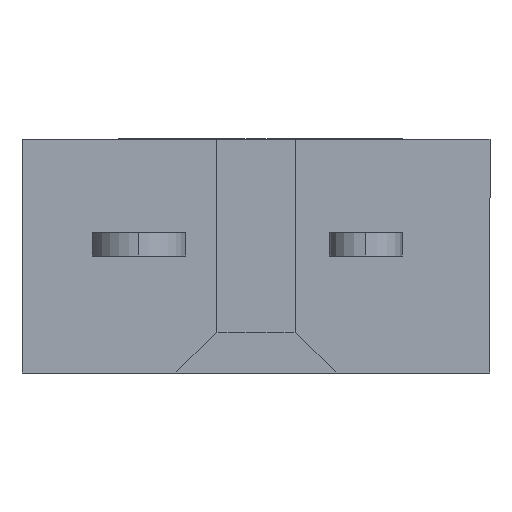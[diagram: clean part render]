
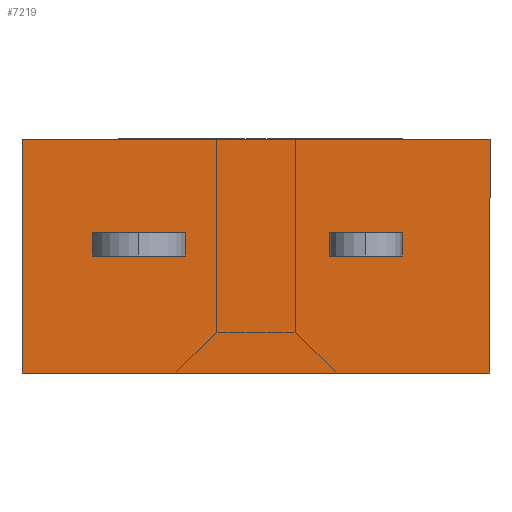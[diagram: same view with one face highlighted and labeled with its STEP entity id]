
A CAD part, front view. The second image highlights one B-rep face of the part: STEP entity #7219.
In plain terms, the highlighted planar face has unit normal (0, -1, 0).
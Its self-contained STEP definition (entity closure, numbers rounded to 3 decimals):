
#2 = EDGE_CURVE ( 'NONE', #1388, #3403, #4384, .T. ) ;
#160 = CARTESIAN_POINT ( 'NONE',  ( -8., -969.5, -4. ) ) ;
#247 = VERTEX_POINT ( 'NONE', #9842 ) ;
#450 = DIRECTION ( 'NONE',  ( 0., 0., -1. ) ) ;
#451 = ORIENTED_EDGE ( 'NONE', *, *, #3696, .F. ) ;
#692 = VECTOR ( 'NONE', #931, 1000. ) ;
#747 = ORIENTED_EDGE ( 'NONE', *, *, #10687, .F. ) ;
#788 = DIRECTION ( 'NONE',  ( -1., 0., 0. ) ) ;
#887 = VERTEX_POINT ( 'NONE', #8103 ) ;
#931 = DIRECTION ( 'NONE',  ( -1., 0., 0. ) ) ;
#965 = ORIENTED_EDGE ( 'NONE', *, *, #10249, .F. ) ;
#992 = CARTESIAN_POINT ( 'NONE',  ( 5., -969.5, 0.8 ) ) ;
#1020 = VERTEX_POINT ( 'NONE', #10174 ) ;
#1074 = DIRECTION ( 'NONE',  ( 0., 1., 0. ) ) ;
#1343 = ORIENTED_EDGE ( 'NONE', *, *, #3997, .F. ) ;
#1388 = VERTEX_POINT ( 'NONE', #8399 ) ;
#1614 = LINE ( 'NONE', #8637, #7229 ) ;
#1740 = CARTESIAN_POINT ( 'NONE',  ( 2.5, -969.5, 0. ) ) ;
#1866 = DIRECTION ( 'NONE',  ( 1., 0., 0. ) ) ;
#1973 = ORIENTED_EDGE ( 'NONE', *, *, #7617, .T. ) ;
#2024 = ORIENTED_EDGE ( 'NONE', *, *, #8864, .F. ) ;
#2092 = DIRECTION ( 'NONE',  ( 0., 0., 1. ) ) ;
#2169 = DIRECTION ( 'NONE',  ( -1., 0., 0. ) ) ;
#2221 = CARTESIAN_POINT ( 'NONE',  ( -2.4, -969.5, 0. ) ) ;
#2399 = VECTOR ( 'NONE', #2169, 1000. ) ;
#2899 = LINE ( 'NONE', #9975, #4457 ) ;
#2908 = CARTESIAN_POINT ( 'NONE',  ( -5.6, -969.5, 0.8 ) ) ;
#3199 = VECTOR ( 'NONE', #788, 1000. ) ;
#3204 = LINE ( 'NONE', #2221, #3644 ) ;
#3333 = ORIENTED_EDGE ( 'NONE', *, *, #2, .F. ) ;
#3403 = VERTEX_POINT ( 'NONE', #9625 ) ;
#3427 = VERTEX_POINT ( 'NONE', #1740 ) ;
#3644 = VECTOR ( 'NONE', #5734, 1000. ) ;
#3696 = EDGE_CURVE ( 'NONE', #1020, #4171, #7410, .T. ) ;
#3776 = VERTEX_POINT ( 'NONE', #10971 ) ;
#3971 = CARTESIAN_POINT ( 'NONE',  ( 8., -969.5, -4. ) ) ;
#3997 = EDGE_CURVE ( 'NONE', #887, #6818, #10453, .T. ) ;
#4171 = VERTEX_POINT ( 'NONE', #2908 ) ;
#4360 = DIRECTION ( 'NONE',  ( 0., 0., -1. ) ) ;
#4384 = LINE ( 'NONE', #6122, #692 ) ;
#4405 = EDGE_CURVE ( 'NONE', #6818, #1020, #3204, .T. ) ;
#4454 = LINE ( 'NONE', #4506, #7404 ) ;
#4457 = VECTOR ( 'NONE', #2092, 1000. ) ;
#4503 = DIRECTION ( 'NONE',  ( -1., 0., 0. ) ) ;
#4506 = CARTESIAN_POINT ( 'NONE',  ( 5., -969.5, 0. ) ) ;
#4655 = VERTEX_POINT ( 'NONE', #11118 ) ;
#5337 = VERTEX_POINT ( 'NONE', #8084 ) ;
#5351 = AXIS2_PLACEMENT_3D ( 'NONE', #160, #1074, #9077 ) ;
#5370 = LINE ( 'NONE', #992, #6302 ) ;
#5478 = ORIENTED_EDGE ( 'NONE', *, *, #4405, .F. ) ;
#5674 = ORIENTED_EDGE ( 'NONE', *, *, #11379, .T. ) ;
#5675 = FACE_BOUND ( 'NONE', #9631, .T. ) ;
#5734 = DIRECTION ( 'NONE',  ( 0., 0., 1. ) ) ;
#5869 = CARTESIAN_POINT ( 'NONE',  ( -2.4, -969.5, 0. ) ) ;
#5925 = CARTESIAN_POINT ( 'NONE',  ( -2.4, -969.5, 0. ) ) ;
#6122 = CARTESIAN_POINT ( 'NONE',  ( -8., -969.5, -4. ) ) ;
#6302 = VECTOR ( 'NONE', #4503, 1000. ) ;
#6818 = VERTEX_POINT ( 'NONE', #5869 ) ;
#7219 = ADVANCED_FACE ( 'Defeature ausgef�hrt3_6', ( #5675, #10685, #10047 ), #8205, .F. ) ;
#7229 = VECTOR ( 'NONE', #11059, 1000. ) ;
#7404 = VECTOR ( 'NONE', #1866, 1000. ) ;
#7410 = LINE ( 'NONE', #8505, #2399 ) ;
#7460 = ORIENTED_EDGE ( 'NONE', *, *, #11183, .F. ) ;
#7469 = CARTESIAN_POINT ( 'NONE',  ( 2.5, -969.5, 0. ) ) ;
#7480 = DIRECTION ( 'NONE',  ( 0., 0., 1. ) ) ;
#7556 = VECTOR ( 'NONE', #7480, 1000. ) ;
#7617 = EDGE_CURVE ( 'NONE', #1388, #3776, #8343, .T. ) ;
#7760 = CARTESIAN_POINT ( 'NONE',  ( -8., -969.5, 4. ) ) ;
#7792 = VECTOR ( 'NONE', #450, 1000. ) ;
#8084 = CARTESIAN_POINT ( 'NONE',  ( 5., -969.5, 0.8 ) ) ;
#8103 = CARTESIAN_POINT ( 'NONE',  ( -5.6, -969.5, 0. ) ) ;
#8205 = PLANE ( 'NONE',  #5351 ) ;
#8241 = CARTESIAN_POINT ( 'NONE',  ( 5., -969.5, 0. ) ) ;
#8289 = ORIENTED_EDGE ( 'NONE', *, *, #9156, .F. ) ;
#8343 = LINE ( 'NONE', #3971, #7556 ) ;
#8399 = CARTESIAN_POINT ( 'NONE',  ( 8., -969.5, -4. ) ) ;
#8505 = CARTESIAN_POINT ( 'NONE',  ( -2.4, -969.5, 0.8 ) ) ;
#8613 = LINE ( 'NONE', #7760, #3199 ) ;
#8637 = CARTESIAN_POINT ( 'NONE',  ( 5., -969.5, 0. ) ) ;
#8738 = VERTEX_POINT ( 'NONE', #8241 ) ;
#8864 = EDGE_CURVE ( 'NONE', #3403, #4655, #2899, .T. ) ;
#8930 = EDGE_LOOP ( 'NONE', ( #5478, #1343, #965, #451 ) ) ;
#9077 = DIRECTION ( 'NONE',  ( 1., 0., 0. ) ) ;
#9156 = EDGE_CURVE ( 'NONE', #5337, #247, #5370, .T. ) ;
#9306 = VECTOR ( 'NONE', #9431, 1000. ) ;
#9431 = DIRECTION ( 'NONE',  ( 1., 0., 0. ) ) ;
#9625 = CARTESIAN_POINT ( 'NONE',  ( -8., -969.5, -4. ) ) ;
#9631 = EDGE_LOOP ( 'NONE', ( #7460, #747, #9769, #8289 ) ) ;
#9769 = ORIENTED_EDGE ( 'NONE', *, *, #11184, .F. ) ;
#9842 = CARTESIAN_POINT ( 'NONE',  ( 2.5, -969.5, 0.8 ) ) ;
#9975 = CARTESIAN_POINT ( 'NONE',  ( -8., -969.5, -4. ) ) ;
#10047 = FACE_BOUND ( 'NONE', #8930, .T. ) ;
#10117 = LINE ( 'NONE', #7469, #7792 ) ;
#10174 = CARTESIAN_POINT ( 'NONE',  ( -2.4, -969.5, 0.8 ) ) ;
#10249 = EDGE_CURVE ( 'NONE', #4171, #887, #11324, .T. ) ;
#10453 = LINE ( 'NONE', #5925, #9306 ) ;
#10459 = CARTESIAN_POINT ( 'NONE',  ( -5.6, -969.5, 0. ) ) ;
#10685 = FACE_OUTER_BOUND ( 'NONE', #10990, .T. ) ;
#10687 = EDGE_CURVE ( 'NONE', #3427, #8738, #4454, .T. ) ;
#10706 = VECTOR ( 'NONE', #4360, 1000. ) ;
#10971 = CARTESIAN_POINT ( 'NONE',  ( 8., -969.5, 4. ) ) ;
#10990 = EDGE_LOOP ( 'NONE', ( #5674, #2024, #3333, #1973 ) ) ;
#11059 = DIRECTION ( 'NONE',  ( 0., 0., 1. ) ) ;
#11118 = CARTESIAN_POINT ( 'NONE',  ( -8., -969.5, 4. ) ) ;
#11183 = EDGE_CURVE ( 'NONE', #8738, #5337, #1614, .T. ) ;
#11184 = EDGE_CURVE ( 'NONE', #247, #3427, #10117, .T. ) ;
#11324 = LINE ( 'NONE', #10459, #10706 ) ;
#11379 = EDGE_CURVE ( 'NONE', #3776, #4655, #8613, .T. ) ;
